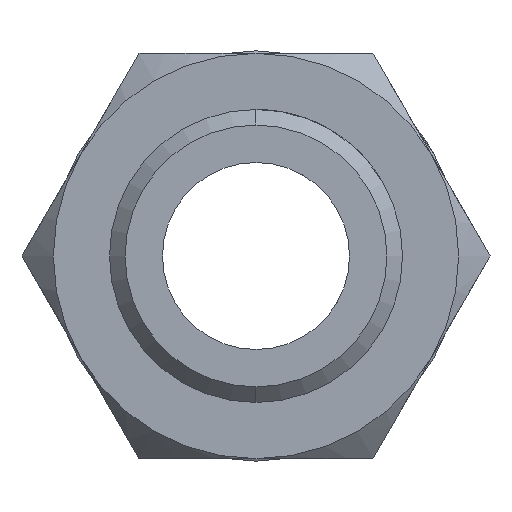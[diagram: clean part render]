
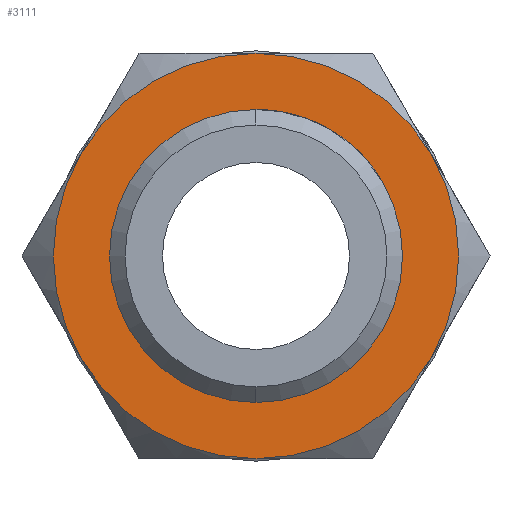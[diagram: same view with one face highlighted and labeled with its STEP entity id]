
A CAD part, left-side view. The second image highlights one B-rep face of the part: STEP entity #3111.
In plain terms, the highlighted planar face has unit normal (-1, 0, 0).
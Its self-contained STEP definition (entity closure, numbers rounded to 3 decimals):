
#90 = ORIENTED_EDGE ( 'NONE', *, *, #6337, .F. ) ;
#178 = ORIENTED_EDGE ( 'NONE', *, *, #1098, .F. ) ;
#342 = VERTEX_POINT ( 'NONE', #3030 ) ;
#345 = CIRCLE ( 'NONE', #5177, 6.5 ) ;
#366 = VERTEX_POINT ( 'NONE', #1074 ) ;
#372 = CARTESIAN_POINT ( 'NONE',  ( 14., 0., 0. ) ) ;
#733 = CARTESIAN_POINT ( 'NONE',  ( 14., 0., 0. ) ) ;
#961 = VERTEX_POINT ( 'NONE', #4904 ) ;
#1074 = CARTESIAN_POINT ( 'NONE',  ( 14., 0., 6.5 ) ) ;
#1098 = EDGE_CURVE ( 'NONE', #5264, #2789, #4611, .T. ) ;
#1591 = AXIS2_PLACEMENT_3D ( 'NONE', #5420, #5983, #4737 ) ;
#1717 = CIRCLE ( 'NONE', #5318, 6.5 ) ;
#1718 = DIRECTION ( 'NONE',  ( 0., 0., -1. ) ) ;
#1765 = FACE_BOUND ( 'NONE', #3754, .T. ) ;
#1806 = DIRECTION ( 'NONE',  ( 0., 0., 1. ) ) ;
#1830 = DIRECTION ( 'NONE',  ( 1., 0., 0. ) ) ;
#1851 = FACE_OUTER_BOUND ( 'NONE', #3482, .T. ) ;
#1925 = CARTESIAN_POINT ( 'NONE',  ( 14., 0., 0. ) ) ;
#2003 = EDGE_CURVE ( 'NONE', #961, #342, #6546, .T. ) ;
#2317 = DIRECTION ( 'NONE',  ( 0., 0., 1. ) ) ;
#2376 = PLANE ( 'NONE',  #4617 ) ;
#2408 = AXIS2_PLACEMENT_3D ( 'NONE', #6393, #3621, #1806 ) ;
#2789 = VERTEX_POINT ( 'NONE', #7050 ) ;
#2963 = CARTESIAN_POINT ( 'NONE',  ( 14., -5.629, -3.25 ) ) ;
#3001 = EDGE_CURVE ( 'NONE', #366, #2789, #5719, .T. ) ;
#3030 = CARTESIAN_POINT ( 'NONE',  ( 14., 0., -4.7 ) ) ;
#3111 = ADVANCED_FACE ( 'NONE', ( #1765, #1851 ), #2376, .F. ) ;
#3391 = CIRCLE ( 'NONE', #6283, 6.5 ) ;
#3482 = EDGE_LOOP ( 'NONE', ( #7794, #3838, #5094, #90, #7355, #178 ) ) ;
#3621 = DIRECTION ( 'NONE',  ( -1., 0., 0. ) ) ;
#3754 = EDGE_LOOP ( 'NONE', ( #8222, #5904 ) ) ;
#3838 = ORIENTED_EDGE ( 'NONE', *, *, #8067, .F. ) ;
#4060 = DIRECTION ( 'NONE',  ( 0., 0., -1. ) ) ;
#4247 = DIRECTION ( 'NONE',  ( 1., 0., 0. ) ) ;
#4542 = CARTESIAN_POINT ( 'NONE',  ( 14., -5.629, 3.25 ) ) ;
#4611 = CIRCLE ( 'NONE', #6827, 6.5 ) ;
#4617 = AXIS2_PLACEMENT_3D ( 'NONE', #5004, #7040, #1718 ) ;
#4737 = DIRECTION ( 'NONE',  ( 0., 0., -1. ) ) ;
#4894 = DIRECTION ( 'NONE',  ( 0., 0., 1. ) ) ;
#4904 = CARTESIAN_POINT ( 'NONE',  ( 14., 0., 4.7 ) ) ;
#5004 = CARTESIAN_POINT ( 'NONE',  ( 14., 0., 0. ) ) ;
#5094 = ORIENTED_EDGE ( 'NONE', *, *, #5116, .F. ) ;
#5116 = EDGE_CURVE ( 'NONE', #7916, #7668, #6846, .T. ) ;
#5177 = AXIS2_PLACEMENT_3D ( 'NONE', #733, #8052, #4060 ) ;
#5264 = VERTEX_POINT ( 'NONE', #7499 ) ;
#5318 = AXIS2_PLACEMENT_3D ( 'NONE', #1925, #1830, #7720 ) ;
#5420 = CARTESIAN_POINT ( 'NONE',  ( 14., 0., 0. ) ) ;
#5426 = CARTESIAN_POINT ( 'NONE',  ( 14., 0., 0. ) ) ;
#5462 = AXIS2_PLACEMENT_3D ( 'NONE', #5972, #6583, #4894 ) ;
#5501 = EDGE_CURVE ( 'NONE', #342, #961, #8502, .T. ) ;
#5648 = DIRECTION ( 'NONE',  ( 0., 0., -1. ) ) ;
#5686 = VERTEX_POINT ( 'NONE', #7522 ) ;
#5719 = CIRCLE ( 'NONE', #2408, 6.5 ) ;
#5775 = EDGE_CURVE ( 'NONE', #5686, #5264, #3391, .T. ) ;
#5904 = ORIENTED_EDGE ( 'NONE', *, *, #5501, .F. ) ;
#5972 = CARTESIAN_POINT ( 'NONE',  ( 14., 0., 0. ) ) ;
#5983 = DIRECTION ( 'NONE',  ( 1., 0., 0. ) ) ;
#6283 = AXIS2_PLACEMENT_3D ( 'NONE', #372, #6385, #5648 ) ;
#6337 = EDGE_CURVE ( 'NONE', #366, #7916, #1717, .T. ) ;
#6385 = DIRECTION ( 'NONE',  ( 1., 0., 0. ) ) ;
#6393 = CARTESIAN_POINT ( 'NONE',  ( 14., 0., 0. ) ) ;
#6546 = CIRCLE ( 'NONE', #8489, 4.7 ) ;
#6583 = DIRECTION ( 'NONE',  ( -1., 0., 0. ) ) ;
#6827 = AXIS2_PLACEMENT_3D ( 'NONE', #8158, #4247, #8116 ) ;
#6846 = CIRCLE ( 'NONE', #1591, 6.5 ) ;
#7040 = DIRECTION ( 'NONE',  ( 1., 0., 0. ) ) ;
#7050 = CARTESIAN_POINT ( 'NONE',  ( 14., 5.629, 3.25 ) ) ;
#7355 = ORIENTED_EDGE ( 'NONE', *, *, #3001, .T. ) ;
#7499 = CARTESIAN_POINT ( 'NONE',  ( 14., 5.629, -3.25 ) ) ;
#7522 = CARTESIAN_POINT ( 'NONE',  ( 14., 0., -6.5 ) ) ;
#7668 = VERTEX_POINT ( 'NONE', #2963 ) ;
#7720 = DIRECTION ( 'NONE',  ( 0., 0., -1. ) ) ;
#7794 = ORIENTED_EDGE ( 'NONE', *, *, #5775, .F. ) ;
#7916 = VERTEX_POINT ( 'NONE', #4542 ) ;
#8052 = DIRECTION ( 'NONE',  ( 1., 0., 0. ) ) ;
#8067 = EDGE_CURVE ( 'NONE', #7668, #5686, #345, .T. ) ;
#8116 = DIRECTION ( 'NONE',  ( 0., 0., -1. ) ) ;
#8158 = CARTESIAN_POINT ( 'NONE',  ( 14., 0., 0. ) ) ;
#8166 = DIRECTION ( 'NONE',  ( -1., 0., 0. ) ) ;
#8222 = ORIENTED_EDGE ( 'NONE', *, *, #2003, .F. ) ;
#8489 = AXIS2_PLACEMENT_3D ( 'NONE', #5426, #8166, #2317 ) ;
#8502 = CIRCLE ( 'NONE', #5462, 4.7 ) ;
